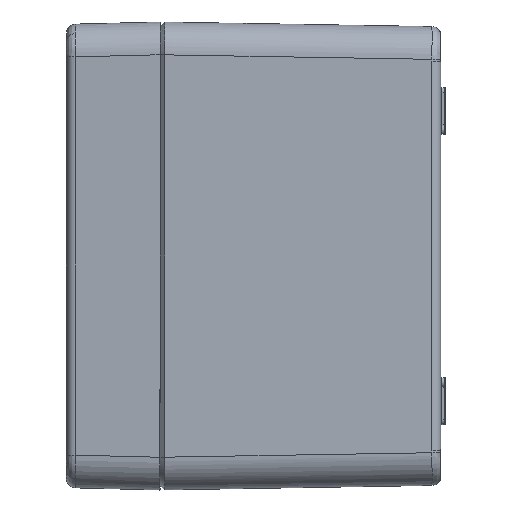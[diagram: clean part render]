
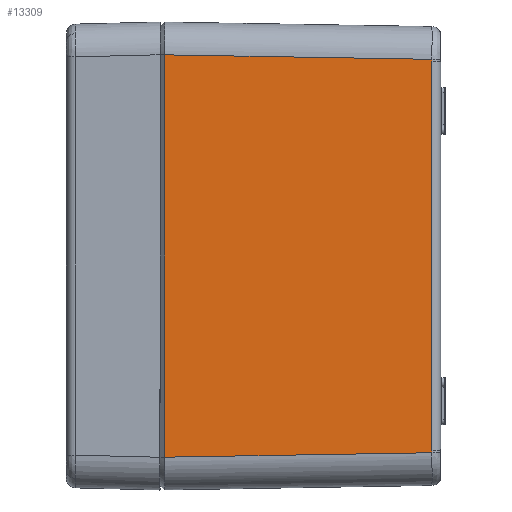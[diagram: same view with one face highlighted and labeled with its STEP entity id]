
A CAD part, left-side view. The second image highlights one B-rep face of the part: STEP entity #13309.
In plain terms, the highlighted planar face has unit normal (-1, -0.016, 0).
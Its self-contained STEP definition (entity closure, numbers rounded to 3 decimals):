
#459=B_SPLINE_CURVE_WITH_KNOTS('',3,(#35390,#35391,#35392,#35393),
 .UNSPECIFIED.,.F.,.F.,(4,4),(0.,0.),.UNSPECIFIED.);
#460=B_SPLINE_CURVE_WITH_KNOTS('',3,(#35397,#35398,#35399,#35400),
 .UNSPECIFIED.,.F.,.F.,(4,4),(0.,0.),.UNSPECIFIED.);
#1076=PLANE('',#14550);
#1580=LINE('',#35388,#2321);
#1581=LINE('',#35395,#2322);
#1582=LINE('',#35402,#2323);
#1583=LINE('',#35403,#2324);
#2321=VECTOR('',#17185,1000.);
#2322=VECTOR('',#17186,1000.);
#2323=VECTOR('',#17187,1000.);
#2324=VECTOR('',#17188,1000.);
#3632=FACE_OUTER_BOUND('',#4673,.T.);
#4673=EDGE_LOOP('',(#11088,#11089,#11090,#11091,#11092,#11093));
#6533=VERTEX_POINT('',#35386);
#6534=VERTEX_POINT('',#35387);
#6535=VERTEX_POINT('',#35389);
#6536=VERTEX_POINT('',#35394);
#6537=VERTEX_POINT('',#35396);
#6538=VERTEX_POINT('',#35401);
#8125=EDGE_CURVE('',#6533,#6534,#1580,.T.);
#8126=EDGE_CURVE('',#6534,#6535,#459,.T.);
#8127=EDGE_CURVE('',#6535,#6536,#1581,.T.);
#8128=EDGE_CURVE('',#6536,#6537,#460,.T.);
#8129=EDGE_CURVE('',#6537,#6538,#1582,.T.);
#8130=EDGE_CURVE('',#6538,#6533,#1583,.T.);
#11088=ORIENTED_EDGE('',*,*,#8125,.T.);
#11089=ORIENTED_EDGE('',*,*,#8126,.T.);
#11090=ORIENTED_EDGE('',*,*,#8127,.T.);
#11091=ORIENTED_EDGE('',*,*,#8128,.T.);
#11092=ORIENTED_EDGE('',*,*,#8129,.T.);
#11093=ORIENTED_EDGE('',*,*,#8130,.T.);
#13309=ADVANCED_FACE('',(#3632),#1076,.T.);
#14550=AXIS2_PLACEMENT_3D('',#35385,#17183,#17184);
#17183=DIRECTION('center_axis',(-1.,-0.017,
0.));
#17184=DIRECTION('ref_axis',(0.017,-1.,0.));
#17185=DIRECTION('',(0.017,-1.,0.017));
#17186=DIRECTION('',(0.,0.,1.));
#17187=DIRECTION('',(-0.017,1.,0.017));
#17188=DIRECTION('',(0.,0.,-1.));
#35385=CARTESIAN_POINT('Origin',(-50.,0.,-50.));
#35386=CARTESIAN_POINT('',(-49.983,-1.,-42.984));
#35387=CARTESIAN_POINT('',(-49.033,-58.036,-42.034));
#35388=CARTESIAN_POINT('',(-50.002,0.117,-43.003));
#35389=CARTESIAN_POINT('',(-49.033,-58.033,-41.659));
#35390=CARTESIAN_POINT('Ctrl Pts',(-49.033,-58.036,
-42.034));
#35391=CARTESIAN_POINT('Ctrl Pts',(-49.033,-58.034,-41.909));
#35392=CARTESIAN_POINT('Ctrl Pts',(-49.033,-58.033,
-41.784));
#35393=CARTESIAN_POINT('Ctrl Pts',(-49.033,-58.033,
-41.659));
#35394=CARTESIAN_POINT('',(-49.033,-58.033,41.659));
#35395=CARTESIAN_POINT('',(-49.033,-58.033,42.001));
#35396=CARTESIAN_POINT('',(-49.033,-58.036,42.034));
#35397=CARTESIAN_POINT('Ctrl Pts',(-49.033,-58.033,
41.659));
#35398=CARTESIAN_POINT('Ctrl Pts',(-49.033,-58.033,
41.784));
#35399=CARTESIAN_POINT('Ctrl Pts',(-49.033,-58.034,
41.909));
#35400=CARTESIAN_POINT('Ctrl Pts',(-49.033,-58.036,
42.034));
#35401=CARTESIAN_POINT('',(-49.983,-1.,42.984));
#35402=CARTESIAN_POINT('',(-49.974,-1.549,42.975));
#35403=CARTESIAN_POINT('',(-49.983,-1.,-50.));
